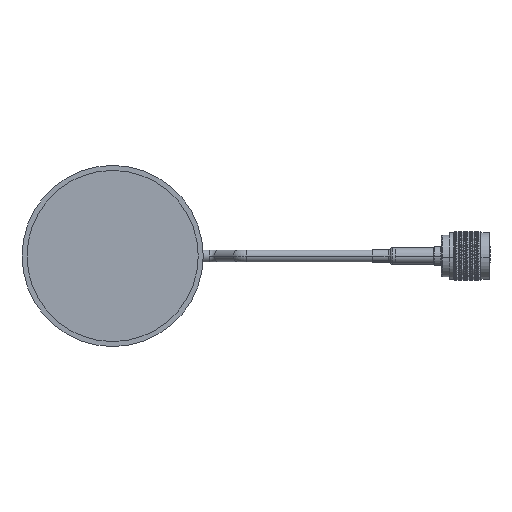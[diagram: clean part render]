
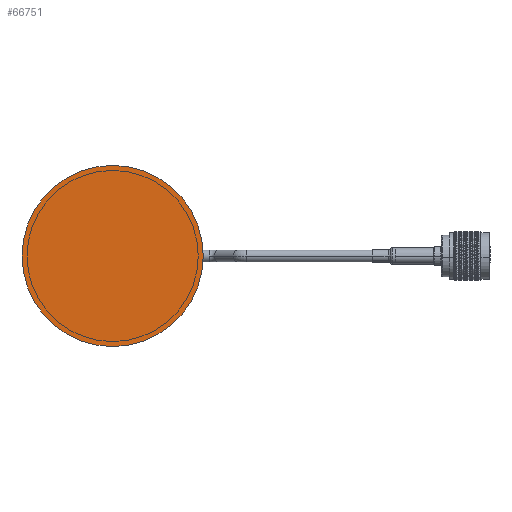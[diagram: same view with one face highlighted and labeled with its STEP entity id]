
A CAD part, front view. The second image highlights one B-rep face of the part: STEP entity #66751.
In plain terms, the highlighted planar face has unit normal (0, -1, 0).
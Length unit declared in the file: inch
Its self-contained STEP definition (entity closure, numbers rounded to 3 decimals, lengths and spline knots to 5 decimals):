
#216 = AXIS2_PLACEMENT_3D ( 'NONE', #52439, #98431, #62747 ) ;
#5900 = EDGE_LOOP ( 'NONE', ( #73225, #46988 ) ) ;
#12811 = VERTEX_POINT ( 'NONE', #115827 ) ;
#13792 = PLANE ( 'NONE',  #216 ) ;
#16909 = DIRECTION ( 'NONE',  ( 0., 0., -1. ) ) ;
#24038 = AXIS2_PLACEMENT_3D ( 'NONE', #33650, #54139, #35417 ) ;
#25579 = CIRCLE ( 'NONE', #69936, 1.49606 ) ;
#32258 = CARTESIAN_POINT ( 'NONE',  ( 0., -0.00984, 0. ) ) ;
#33650 = CARTESIAN_POINT ( 'NONE',  ( 0., -0.00984, 0. ) ) ;
#35417 = DIRECTION ( 'NONE',  ( 0., 0., -1. ) ) ;
#35554 = CIRCLE ( 'NONE', #24038, 1.49606 ) ;
#46988 = ORIENTED_EDGE ( 'NONE', *, *, #70490, .F. ) ;
#52439 = CARTESIAN_POINT ( 'NONE',  ( 0., -0.00984, 0. ) ) ;
#54139 = DIRECTION ( 'NONE',  ( 0., 1., 0. ) ) ;
#62747 = DIRECTION ( 'NONE',  ( 0., 0., 1. ) ) ;
#66751 = ADVANCED_FACE ( 'NONE', ( #96655 ), #13792, .F. ) ;
#69936 = AXIS2_PLACEMENT_3D ( 'NONE', #32258, #96356, #16909 ) ;
#70490 = EDGE_CURVE ( 'NONE', #12811, #95122, #35554, .T. ) ;
#73225 = ORIENTED_EDGE ( 'NONE', *, *, #99964, .F. ) ;
#95122 = VERTEX_POINT ( 'NONE', #98310 ) ;
#96356 = DIRECTION ( 'NONE',  ( 0., 1., 0. ) ) ;
#96655 = FACE_OUTER_BOUND ( 'NONE', #5900, .T. ) ;
#98310 = CARTESIAN_POINT ( 'NONE',  ( 0., -0.00984, -1.49606 ) ) ;
#98431 = DIRECTION ( 'NONE',  ( 0., 1., 0. ) ) ;
#99964 = EDGE_CURVE ( 'NONE', #95122, #12811, #25579, .T. ) ;
#115827 = CARTESIAN_POINT ( 'NONE',  ( 0., -0.00984, 1.49606 ) ) ;
